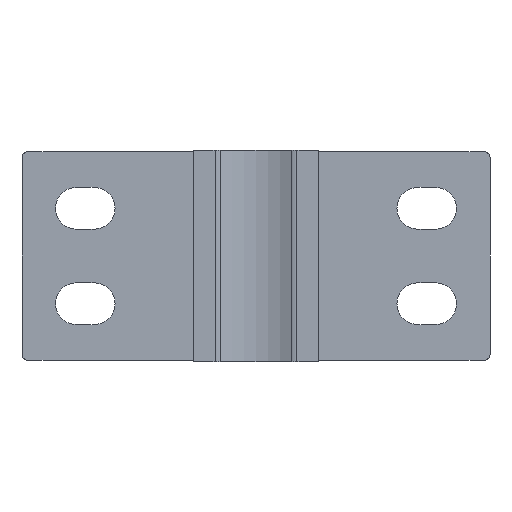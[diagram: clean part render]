
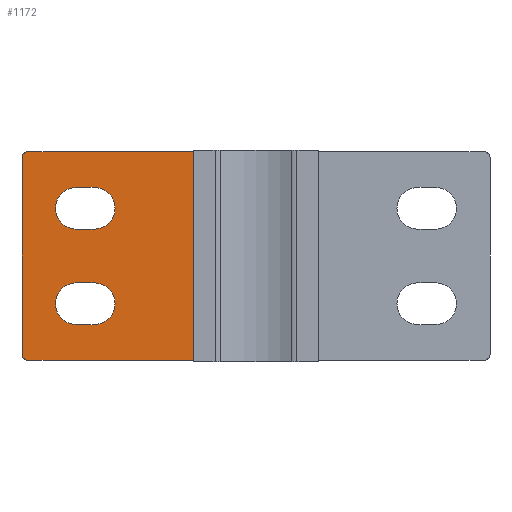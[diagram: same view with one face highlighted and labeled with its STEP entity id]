
A CAD part, front view. The second image highlights one B-rep face of the part: STEP entity #1172.
In plain terms, the highlighted planar face has unit normal (0, -1, 0).
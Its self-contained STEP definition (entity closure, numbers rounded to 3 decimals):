
#16=FACE_BOUND('',#222,.T.);
#17=FACE_BOUND('',#223,.T.);
#85=CIRCLE('',#1273,1.);
#87=CIRCLE('',#1278,1.);
#88=CIRCLE('',#1279,3.5);
#89=CIRCLE('',#1280,3.5);
#90=CIRCLE('',#1281,3.5);
#91=CIRCLE('',#1282,3.5);
#149=FACE_OUTER_BOUND('',#221,.T.);
#221=EDGE_LOOP('',(#836,#837,#838,#839,#840,#841));
#222=EDGE_LOOP('',(#842,#843,#844,#845));
#223=EDGE_LOOP('',(#846,#847,#848,#849));
#316=LINE('',#1879,#418);
#318=LINE('',#1883,#420);
#319=LINE('',#1885,#421);
#320=LINE('',#1887,#422);
#321=LINE('',#1891,#423);
#322=LINE('',#1895,#424);
#323=LINE('',#1899,#425);
#324=LINE('',#1903,#426);
#418=VECTOR('',#1481,10.);
#420=VECTOR('',#1485,10.);
#421=VECTOR('',#1486,10.);
#422=VECTOR('',#1487,10.);
#423=VECTOR('',#1490,10.);
#424=VECTOR('',#1493,10.);
#425=VECTOR('',#1496,10.);
#426=VECTOR('',#1499,10.);
#530=VERTEX_POINT('',#1866);
#531=VERTEX_POINT('',#1867);
#534=VERTEX_POINT('',#1878);
#535=VERTEX_POINT('',#1882);
#536=VERTEX_POINT('',#1884);
#537=VERTEX_POINT('',#1886);
#538=VERTEX_POINT('',#1889);
#539=VERTEX_POINT('',#1890);
#540=VERTEX_POINT('',#1892);
#541=VERTEX_POINT('',#1894);
#542=VERTEX_POINT('',#1897);
#543=VERTEX_POINT('',#1898);
#544=VERTEX_POINT('',#1900);
#545=VERTEX_POINT('',#1902);
#643=EDGE_CURVE('',#530,#531,#85,.T.);
#649=EDGE_CURVE('',#531,#534,#316,.T.);
#651=EDGE_CURVE('',#535,#530,#318,.T.);
#652=EDGE_CURVE('',#535,#536,#319,.T.);
#653=EDGE_CURVE('',#537,#536,#320,.T.);
#654=EDGE_CURVE('',#534,#537,#87,.T.);
#655=EDGE_CURVE('',#538,#539,#321,.T.);
#656=EDGE_CURVE('',#539,#540,#88,.T.);
#657=EDGE_CURVE('',#540,#541,#322,.T.);
#658=EDGE_CURVE('',#541,#538,#89,.T.);
#659=EDGE_CURVE('',#542,#543,#323,.T.);
#660=EDGE_CURVE('',#543,#544,#90,.T.);
#661=EDGE_CURVE('',#544,#545,#324,.T.);
#662=EDGE_CURVE('',#545,#542,#91,.T.);
#836=ORIENTED_EDGE('',*,*,#643,.F.);
#837=ORIENTED_EDGE('',*,*,#651,.F.);
#838=ORIENTED_EDGE('',*,*,#652,.T.);
#839=ORIENTED_EDGE('',*,*,#653,.F.);
#840=ORIENTED_EDGE('',*,*,#654,.F.);
#841=ORIENTED_EDGE('',*,*,#649,.F.);
#842=ORIENTED_EDGE('',*,*,#655,.T.);
#843=ORIENTED_EDGE('',*,*,#656,.T.);
#844=ORIENTED_EDGE('',*,*,#657,.T.);
#845=ORIENTED_EDGE('',*,*,#658,.T.);
#846=ORIENTED_EDGE('',*,*,#659,.T.);
#847=ORIENTED_EDGE('',*,*,#660,.T.);
#848=ORIENTED_EDGE('',*,*,#661,.T.);
#849=ORIENTED_EDGE('',*,*,#662,.T.);
#1127=PLANE('',#1277);
#1172=ADVANCED_FACE('',(#149,#16,#17),#1127,.T.);
#1273=AXIS2_PLACEMENT_3D('',#1868,#1469,#1470);
#1277=AXIS2_PLACEMENT_3D('',#1881,#1483,#1484);
#1278=AXIS2_PLACEMENT_3D('',#1888,#1488,#1489);
#1279=AXIS2_PLACEMENT_3D('',#1893,#1491,#1492);
#1280=AXIS2_PLACEMENT_3D('',#1896,#1494,#1495);
#1281=AXIS2_PLACEMENT_3D('',#1901,#1497,#1498);
#1282=AXIS2_PLACEMENT_3D('',#1904,#1500,#1501);
#1469=DIRECTION('center_axis',(0.,1.,0.));
#1470=DIRECTION('ref_axis',(-0.707,0.,-0.707));
#1481=DIRECTION('',(0.,0.,1.));
#1483=DIRECTION('center_axis',(0.,-1.,0.));
#1484=DIRECTION('ref_axis',(1.,0.,0.));
#1485=DIRECTION('',(-1.,0.,0.));
#1486=DIRECTION('',(0.,0.,1.));
#1487=DIRECTION('',(1.,0.,0.));
#1488=DIRECTION('center_axis',(0.,1.,0.));
#1489=DIRECTION('ref_axis',(-0.707,0.,0.707));
#1490=DIRECTION('',(1.,0.,0.));
#1491=DIRECTION('center_axis',(0.,1.,0.));
#1492=DIRECTION('ref_axis',(-1.,0.,0.));
#1493=DIRECTION('',(-1.,0.,0.));
#1494=DIRECTION('center_axis',(0.,1.,0.));
#1495=DIRECTION('ref_axis',(-1.,0.,0.));
#1496=DIRECTION('',(1.,0.,0.));
#1497=DIRECTION('center_axis',(0.,1.,0.));
#1498=DIRECTION('ref_axis',(-1.,0.,0.));
#1499=DIRECTION('',(-1.,0.,0.));
#1500=DIRECTION('center_axis',(0.,1.,0.));
#1501=DIRECTION('ref_axis',(-1.,0.,0.));
#1866=CARTESIAN_POINT('',(-38.25,-1.75,0.));
#1867=CARTESIAN_POINT('',(-39.25,-1.75,1.));
#1868=CARTESIAN_POINT('Origin',(-38.25,-1.75,1.));
#1878=CARTESIAN_POINT('',(-39.25,-1.75,34.));
#1879=CARTESIAN_POINT('',(-39.25,-1.75,0.));
#1881=CARTESIAN_POINT('Origin',(-39.25,-1.75,0.));
#1882=CARTESIAN_POINT('',(-10.5,-1.75,0.));
#1883=CARTESIAN_POINT('',(39.25,-1.75,0.));
#1884=CARTESIAN_POINT('',(-10.5,-1.75,35.));
#1885=CARTESIAN_POINT('',(-10.5,-1.75,17.5));
#1886=CARTESIAN_POINT('',(-38.25,-1.75,35.));
#1887=CARTESIAN_POINT('',(39.25,-1.75,35.));
#1888=CARTESIAN_POINT('Origin',(-38.25,-1.75,34.));
#1889=CARTESIAN_POINT('',(-30.15,-1.75,13.));
#1890=CARTESIAN_POINT('',(-27.15,-1.75,13.));
#1891=CARTESIAN_POINT('',(-33.2,-1.75,13.));
#1892=CARTESIAN_POINT('',(-27.15,-1.75,6.));
#1893=CARTESIAN_POINT('Origin',(-27.15,-1.75,9.5));
#1894=CARTESIAN_POINT('',(-30.15,-1.75,6.));
#1895=CARTESIAN_POINT('',(-34.7,-1.75,6.));
#1896=CARTESIAN_POINT('Origin',(-30.15,-1.75,9.5));
#1897=CARTESIAN_POINT('',(-30.15,-1.75,29.));
#1898=CARTESIAN_POINT('',(-27.15,-1.75,29.));
#1899=CARTESIAN_POINT('',(-33.2,-1.75,29.));
#1900=CARTESIAN_POINT('',(-27.15,-1.75,22.));
#1901=CARTESIAN_POINT('Origin',(-27.15,-1.75,25.5));
#1902=CARTESIAN_POINT('',(-30.15,-1.75,22.));
#1903=CARTESIAN_POINT('',(-34.7,-1.75,22.));
#1904=CARTESIAN_POINT('Origin',(-30.15,-1.75,25.5));
